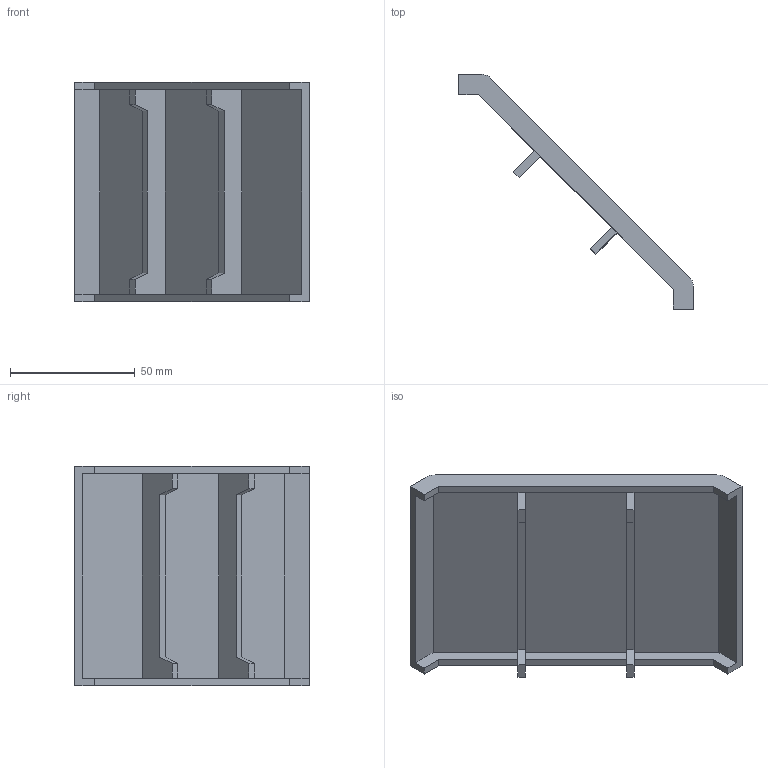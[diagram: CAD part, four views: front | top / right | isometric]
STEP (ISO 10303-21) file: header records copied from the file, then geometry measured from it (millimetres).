
FILE_DESCRIPTION((''),'2;1');
FILE_NAME('AR3438.stp','2016-08-23T15:42:21',('Konstruktor II'),(''),'Autodesk Inventor 2013','Autodesk Inventor 2013','');
FILE_SCHEMA(('AUTOMOTIVE_DESIGN { 1 0 10303 214 1 1 1 1 }'));
Length unit declared in the file: millimetre
Products named in the file (1): AR3438
Bounding box: 94 x 94 x 88 mm (x, y, z)
Volume: 45538.5 mm3; surface area: 31885.7 mm2
Topology: 1 solids, 1 shells, 44 faces, 118 edges, 76 vertices
Faces by surface type: plane 42, cylinder 2
Entity records: 1368 total; most frequent: CARTESIAN_POINT 239, ORIENTED_EDGE 236, DIRECTION 212, EDGE_CURVE 118, VECTOR 114, LINE 114, VERTEX_POINT 76, AXIS2_PLACEMENT_3D 49
